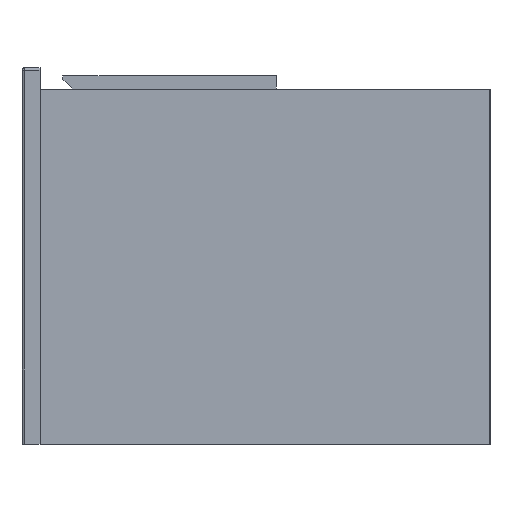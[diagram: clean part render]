
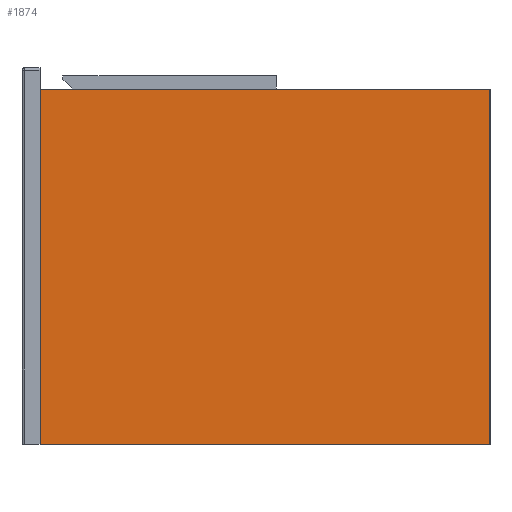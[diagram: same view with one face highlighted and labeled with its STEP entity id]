
A CAD part, left-side view. The second image highlights one B-rep face of the part: STEP entity #1874.
In plain terms, the highlighted planar face has unit normal (-1, 0, 0).
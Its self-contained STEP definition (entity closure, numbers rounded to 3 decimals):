
#90 = EDGE_LOOP ( 'NONE', ( #2999, #1475, #383, #726 ) ) ;
#95 = VECTOR ( 'NONE', #3249, 1000. ) ;
#162 = CARTESIAN_POINT ( 'NONE',  ( -744., 275., 0. ) ) ;
#310 = VERTEX_POINT ( 'NONE', #162 ) ;
#383 = ORIENTED_EDGE ( 'NONE', *, *, #2117, .T. ) ;
#411 = CARTESIAN_POINT ( 'NONE',  ( -744., 275., 0. ) ) ;
#450 = CARTESIAN_POINT ( 'NONE',  ( -744., 275., 434. ) ) ;
#466 = VECTOR ( 'NONE', #929, 1000. ) ;
#636 = VECTOR ( 'NONE', #2307, 1000. ) ;
#686 = DIRECTION ( 'NONE',  ( 0., 0., 1. ) ) ;
#704 = PLANE ( 'NONE',  #2431 ) ;
#726 = ORIENTED_EDGE ( 'NONE', *, *, #2514, .T. ) ;
#929 = DIRECTION ( 'NONE',  ( 0., 0., -1. ) ) ;
#1475 = ORIENTED_EDGE ( 'NONE', *, *, #2556, .F. ) ;
#1504 = CARTESIAN_POINT ( 'NONE',  ( -744., -275., 434. ) ) ;
#1802 = LINE ( 'NONE', #2466, #636 ) ;
#1874 = ADVANCED_FACE ( 'NONE', ( #2599 ), #704, .T. ) ;
#1904 = VERTEX_POINT ( 'NONE', #2602 ) ;
#2117 = EDGE_CURVE ( 'NONE', #1904, #2926, #3322, .T. ) ;
#2177 = CARTESIAN_POINT ( 'NONE',  ( -744., 275., 434. ) ) ;
#2238 = VERTEX_POINT ( 'NONE', #2824 ) ;
#2307 = DIRECTION ( 'NONE',  ( 0., 0., -1. ) ) ;
#2315 = CARTESIAN_POINT ( 'NONE',  ( -744., 275., 434. ) ) ;
#2316 = DIRECTION ( 'NONE',  ( -1., 0., 0. ) ) ;
#2431 = AXIS2_PLACEMENT_3D ( 'NONE', #450, #2316, #686 ) ;
#2466 = CARTESIAN_POINT ( 'NONE',  ( -744., 275., 434. ) ) ;
#2514 = EDGE_CURVE ( 'NONE', #2926, #310, #1802, .T. ) ;
#2556 = EDGE_CURVE ( 'NONE', #1904, #2238, #3457, .T. ) ;
#2599 = FACE_OUTER_BOUND ( 'NONE', #90, .T. ) ;
#2602 = CARTESIAN_POINT ( 'NONE',  ( -744., -275., 434. ) ) ;
#2824 = CARTESIAN_POINT ( 'NONE',  ( -744., -275., 0. ) ) ;
#2856 = DIRECTION ( 'NONE',  ( 0., 1., 0. ) ) ;
#2897 = EDGE_CURVE ( 'NONE', #2238, #310, #3375, .T. ) ;
#2926 = VERTEX_POINT ( 'NONE', #2315 ) ;
#2999 = ORIENTED_EDGE ( 'NONE', *, *, #2897, .F. ) ;
#3249 = DIRECTION ( 'NONE',  ( 0., 1., 0. ) ) ;
#3322 = LINE ( 'NONE', #2177, #95 ) ;
#3375 = LINE ( 'NONE', #411, #3507 ) ;
#3457 = LINE ( 'NONE', #1504, #466 ) ;
#3507 = VECTOR ( 'NONE', #2856, 1000. ) ;
